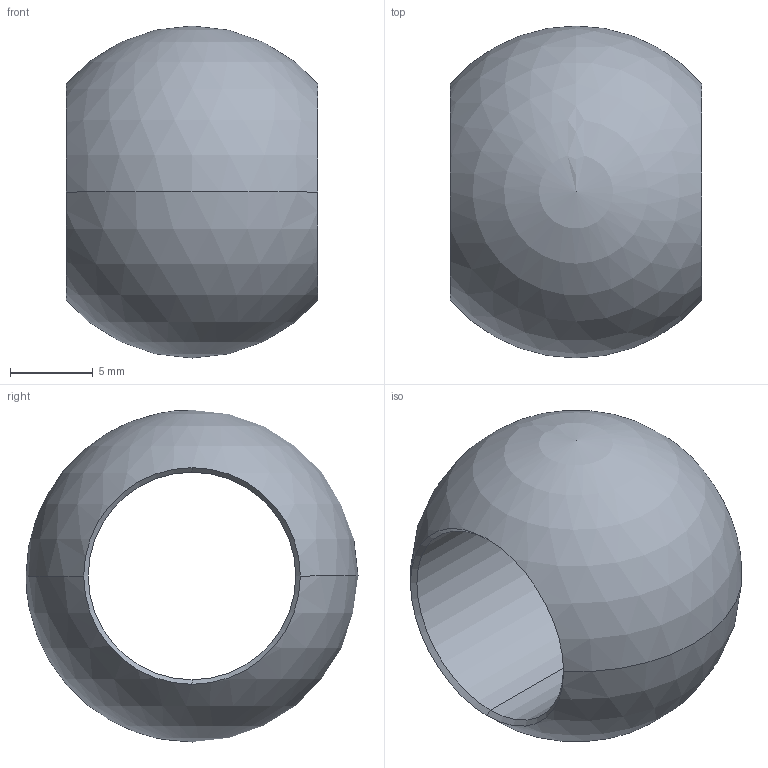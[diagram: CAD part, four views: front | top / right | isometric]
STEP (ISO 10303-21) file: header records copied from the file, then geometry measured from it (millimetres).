
FILE_DESCRIPTION (( 'STEP AP203' ), '1' );
FILE_NAME ('A_0224-2012.STEP', '2023-01-10T09:54:16', ( '' ), ( '' ), 'SwSTEP 2.0', 'SolidWorks 2019', '' );
FILE_SCHEMA (( 'CONFIG_CONTROL_DESIGN' ));
Length unit declared in the file: millimetre
Products named in the file (1): A_0224-2012
Bounding box: 15.16 x 20 x 20 mm (x, y, z)
Volume: 1987 mm3; surface area: 1557.1 mm2
Topology: 1 solids, 1 shells, 8 faces, 25 edges, 15 vertices
Faces by surface type: cone 4, cylinder 2, sphere 2
Entity records: 327 total; most frequent: DIRECTION 52, CARTESIAN_POINT 41, ORIENTED_EDGE 40, AXIS2_PLACEMENT_3D 23, EDGE_CURVE 20, CIRCLE 14, VERTEX_POINT 12, PERSON_AND_ORGANIZATION 8
